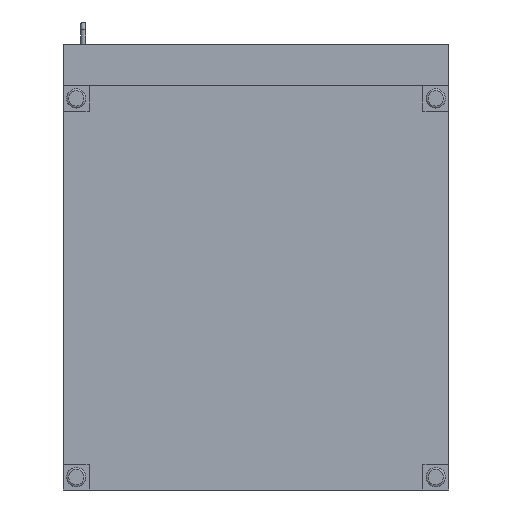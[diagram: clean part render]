
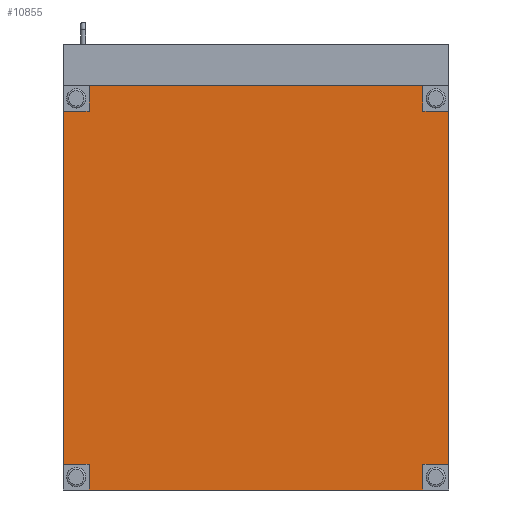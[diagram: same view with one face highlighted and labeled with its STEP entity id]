
A CAD part, front view. The second image highlights one B-rep face of the part: STEP entity #10855.
In plain terms, the highlighted planar face has unit normal (0, -1, 0).
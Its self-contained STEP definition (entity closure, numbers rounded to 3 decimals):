
#866=FACE_OUTER_BOUND('',#1498,.T.);
#1498=EDGE_LOOP('',(#8924,#8925,#8926,#8927));
#2598=LINE('',#17087,#3910);
#2601=LINE('',#17093,#3913);
#2604=LINE('',#17099,#3916);
#2607=LINE('',#17103,#3919);
#3910=VECTOR('',#13971,10.);
#3913=VECTOR('',#13976,10.);
#3916=VECTOR('',#13981,10.);
#3919=VECTOR('',#13986,10.);
#5008=VERTEX_POINT('',#17084);
#5009=VERTEX_POINT('',#17086);
#5011=VERTEX_POINT('',#17092);
#5013=VERTEX_POINT('',#17098);
#6366=EDGE_CURVE('',#5009,#5008,#2598,.T.);
#6369=EDGE_CURVE('',#5011,#5009,#2601,.T.);
#6372=EDGE_CURVE('',#5013,#5011,#2604,.T.);
#6375=EDGE_CURVE('',#5008,#5013,#2607,.T.);
#8924=ORIENTED_EDGE('',*,*,#6375,.T.);
#8925=ORIENTED_EDGE('',*,*,#6372,.T.);
#8926=ORIENTED_EDGE('',*,*,#6369,.T.);
#8927=ORIENTED_EDGE('',*,*,#6366,.T.);
#10261=PLANE('',#11687);
#10855=ADVANCED_FACE('',(#866),#10261,.T.);
#11687=AXIS2_PLACEMENT_3D('',#17104,#13987,#13988);
#13971=DIRECTION('',(0.,0.,-1.));
#13976=DIRECTION('',(-1.,0.,0.));
#13981=DIRECTION('',(0.,0.,1.));
#13986=DIRECTION('',(1.,0.,0.));
#13987=DIRECTION('center_axis',(0.,-1.,0.));
#13988=DIRECTION('ref_axis',(0.,0.,-1.));
#17084=CARTESIAN_POINT('',(-300.,-464.,-694.));
#17086=CARTESIAN_POINT('',(-300.,-464.,-64.));
#17087=CARTESIAN_POINT('',(-300.,-464.,-64.));
#17092=CARTESIAN_POINT('',(300.,-464.,-64.));
#17093=CARTESIAN_POINT('',(300.,-464.,-64.));
#17098=CARTESIAN_POINT('',(300.,-464.,-694.));
#17099=CARTESIAN_POINT('',(300.,-464.,-694.));
#17103=CARTESIAN_POINT('',(-300.,-464.,-694.));
#17104=CARTESIAN_POINT('Origin',(0.,-464.,-379.));
